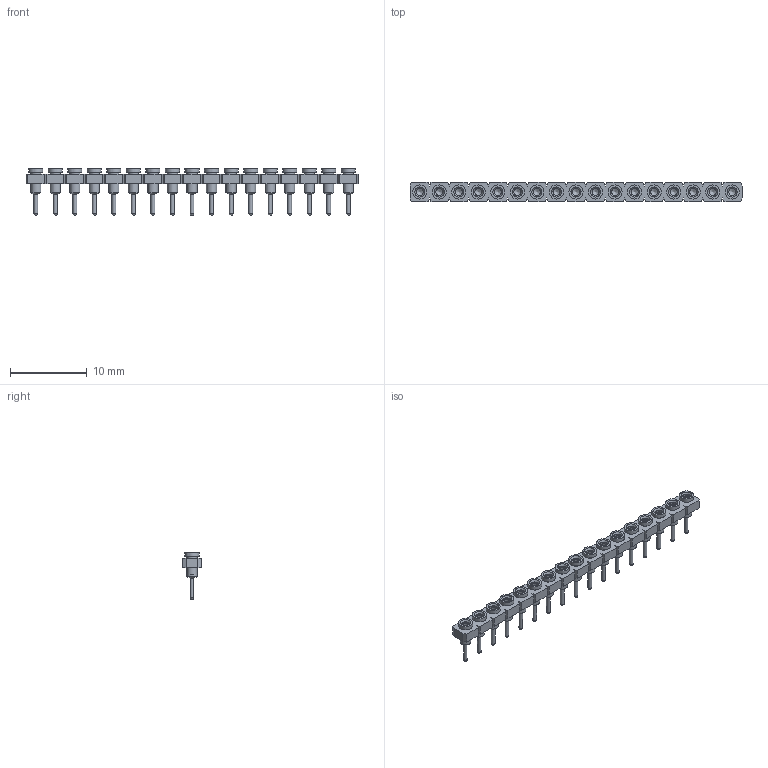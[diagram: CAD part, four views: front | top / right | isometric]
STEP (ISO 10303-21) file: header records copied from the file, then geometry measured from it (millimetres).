
FILE_DESCRIPTION(('FreeCAD Model'),'2;1');
FILE_NAME('Open CASCADE Shape Model','2025-01-11T13:31:24',(''),(''), 'Open CASCADE STEP processor 7.8','FreeCAD','Unknown');
FILE_SCHEMA(('AUTOMOTIVE_DESIGN { 1 0 10303 214 1 1 1 1 }'));
Length unit declared in the file: millimetre
Products named in the file (18): SL-117_socket; SC-4P1_pins136; SC-4P1_pins137; SC-4P1_pins138; SC-4P1_pins139; SC-4P1_pins140; SC-4P1_pins141; SC-4P1_pins142; SC-4P1_pins143; SC-4P1_pins144; SC-4P1_pins145; SC-4P1_pins146; SC-4P1_pins147; SC-4P1_pins148; SC-4P1_pins149; SC-4P1_pins150; SC-4P1_pins151; SC-4P1_pins170
Bounding box: 43.18 x 2.54 x 6.1 mm (x, y, z)
Volume: 163.4 mm3; surface area: 965.8 mm2
Topology: 18 solids, 18 shells, 395 faces, 873 edges, 565 vertices
Faces by surface type: plane 191, cylinder 119, cone 68, sphere 17
Full cylindrical faces by diameter (mm): 0.508 x17, 0.914 x17, 1.016 x17, 1.321 x51, 1.829 x17
Entity records: 10992 total; most frequent: CARTESIAN_POINT 2072, DIRECTION 1750, ORIENTED_EDGE 1678, EDGE_CURVE 839, AXIS2_PLACEMENT_3D 719, VERTEX_POINT 565, FACE_BOUND 514, EDGE_LOOP 514
